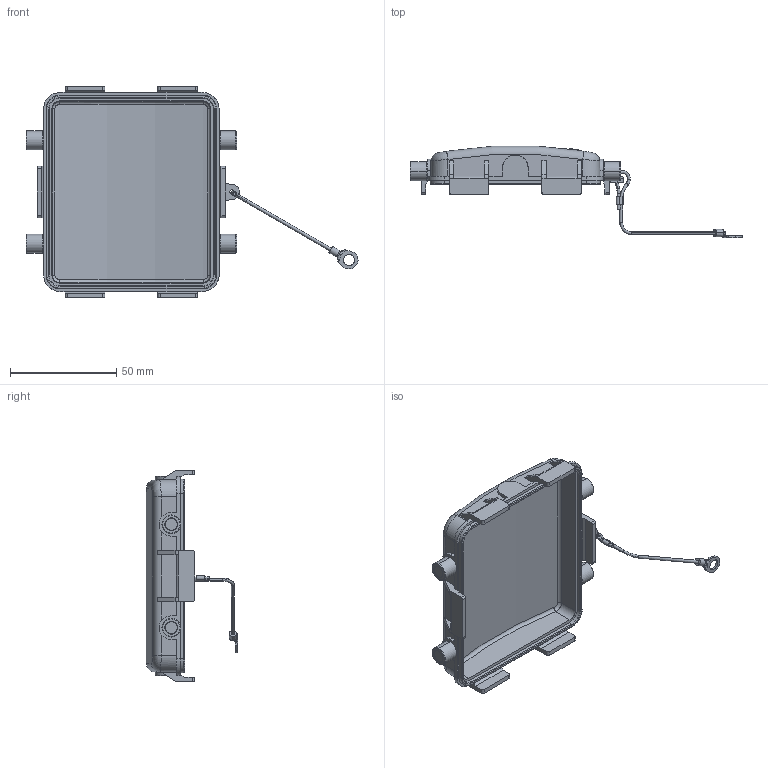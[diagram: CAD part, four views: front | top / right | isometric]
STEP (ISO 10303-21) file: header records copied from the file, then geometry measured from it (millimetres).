
FILE_DESCRIPTION(/* description */ (''),/* implementation_level */ '2;1');
FILE_NAME(/* name */ '3D_1110320308102_H32B-MCV-4B_2_V1.1_.stp',/* time_stamp */ '2024-01-17T09:47:05+08:00',/* author */ (''),/* organization */ (''),/* preprocessor_version */ 'ST-DEVELOPER v18.1',/* originating_system */ 'SIEMENS PLM Software NX 1980',/* authorisation */ '');
FILE_SCHEMA (('AUTOMOTIVE_DESIGN { 1 0 10303 214 3 1 1 1 }'));
Length unit declared in the file: millimetre
Products named in the file (1): _H32B-MCV-4B_2_V1.0_
Bounding box: 155.91 x 42.77 x 99.5 mm (x, y, z)
Volume: 33797.1 mm3; surface area: 29243.5 mm2
Topology: 1 solids, 1 shells, 430 faces, 1104 edges, 704 vertices
Faces by surface type: plane 196, cylinder 143, torus 75, cone 8, bspline 5, sphere 3
Entity records: 14105 total; most frequent: CARTESIAN_POINT 3888, ORIENTED_EDGE 2208, DIRECTION 2023, EDGE_CURVE 1104, AXIS2_PLACEMENT_3D 739, VERTEX_POINT 704, LINE 545, VECTOR 545
